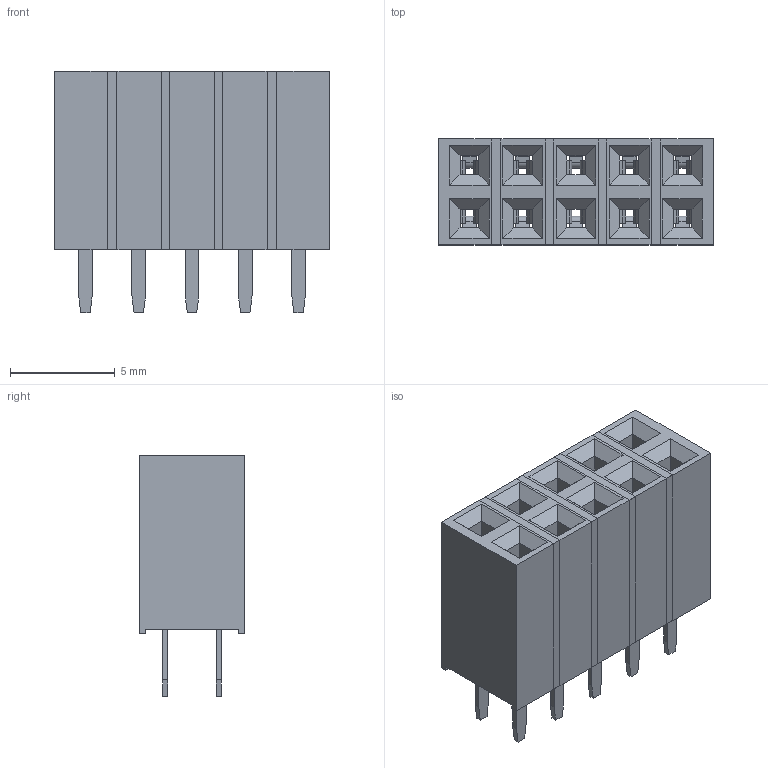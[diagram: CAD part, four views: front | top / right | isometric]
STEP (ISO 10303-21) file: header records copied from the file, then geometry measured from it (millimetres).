
FILE_DESCRIPTION(/* description */ (''),/* implementation_level */ '2;1');
FILE_NAME(/* name */ 'M20-7830542.step',/* time_stamp */ '2022-09-20T17:15:45+01:00',/* author */ (''),/* organization */ (''),/* preprocessor_version */ 'ST-DEVELOPER v19',/* originating_system */ 'Autodesk Translation Framework v11.7.0.108',/* authorisation */ '');
FILE_SCHEMA (('AUTOMOTIVE_DESIGN { 1 0 10303 214 3 1 1 }'));
Length unit declared in the file: millimetre
Products named in the file (2): HARWIN M20-783xx46; M20-78303_MOULD
Assembly tree (1 placements, depth 2):
  HARWIN M20-783xx46
    M20-78303_MOULD
Bounding box: 13.1 x 5.04 x 11.5 mm (x, y, z)
Volume: 478.5 mm3; surface area: 1506.8 mm2
Topology: 5 solids, 5 shells, 860 faces, 2370 edges, 1500 vertices
Faces by surface type: plane 640, cylinder 220
Entity records: 27314 total; most frequent: ORIENTED_EDGE 4740, CARTESIAN_POINT 4733, DIRECTION 4536, EDGE_CURVE 2370, LINE 1930, VECTOR 1930, VERTEX_POINT 1500, AXIS2_PLACEMENT_3D 1303
